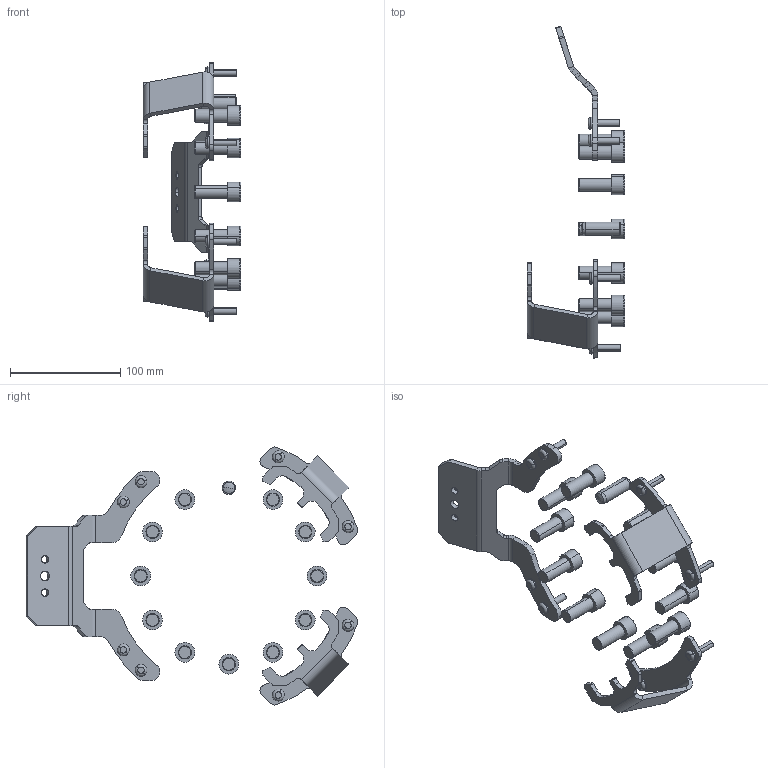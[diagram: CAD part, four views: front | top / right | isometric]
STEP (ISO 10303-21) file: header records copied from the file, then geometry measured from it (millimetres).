
FILE_DESCRIPTION (( 'STEP AP203' ), '1' );
FILE_NAME ('P5505.STEP', '2020-01-14T11:36:40', ( 'admin' ), ( '' ), 'SwSTEP 2.0', 'SolidWorks 2017', '' );
FILE_SCHEMA (( 'CONFIG_CONTROL_DESIGN' ));
Length unit declared in the file: millimetre
Products named in the file (1): P5505
Bounding box: 88.5 x 301.18 x 234.2 mm (x, y, z)
Volume: 170995.3 mm3; surface area: 86767.8 mm2
Topology: 23 solids, 23 shells, 531 faces, 1224 edges, 768 vertices
Faces by surface type: plane 227, cylinder 218, torus 54, cone 30, sphere 2
Entity records: 15147 total; most frequent: DIRECTION 2860, CARTESIAN_POINT 2522, ORIENTED_EDGE 2444, EDGE_CURVE 1222, AXIS2_PLACEMENT_3D 1106, VERTEX_POINT 768, LINE 648, VECTOR 648
